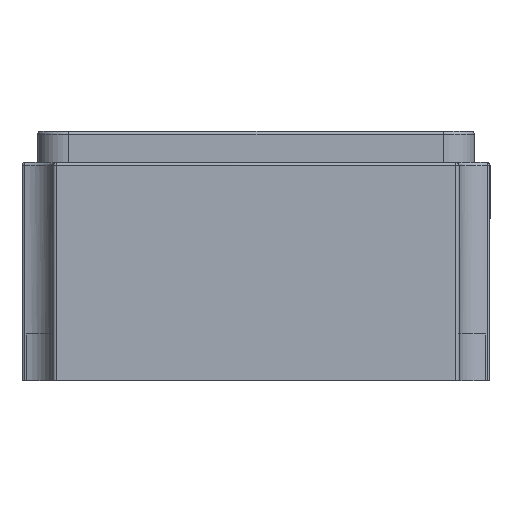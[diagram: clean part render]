
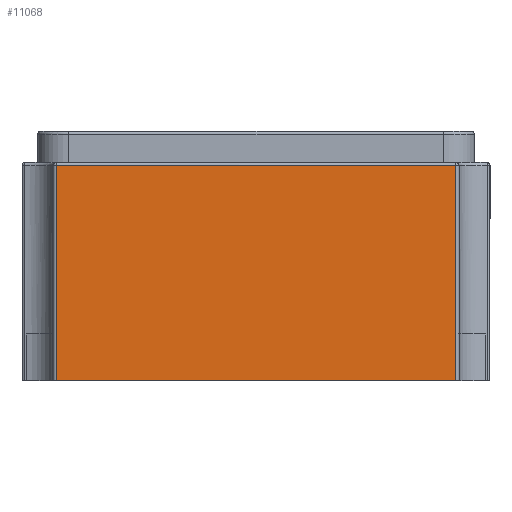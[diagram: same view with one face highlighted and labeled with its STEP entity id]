
A CAD part, left-side view. The second image highlights one B-rep face of the part: STEP entity #11068.
In plain terms, the highlighted planar face has unit normal (-1, 0, 0).
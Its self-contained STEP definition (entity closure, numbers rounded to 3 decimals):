
#190 = CARTESIAN_POINT ( 'NONE',  ( -1.6, -0.641, 0. ) ) ;
#381 = CARTESIAN_POINT ( 'NONE',  ( -1.6, 0., 0.69 ) ) ;
#889 = VERTEX_POINT ( 'NONE', #4075 ) ;
#1509 = LINE ( 'NONE', #190, #3120 ) ;
#1537 = EDGE_CURVE ( 'NONE', #11902, #889, #1897, .T. ) ;
#1897 = LINE ( 'NONE', #381, #2367 ) ;
#2155 = ORIENTED_EDGE ( 'NONE', *, *, #15372, .T. ) ;
#2367 = VECTOR ( 'NONE', #12946, 1000. ) ;
#2509 = VERTEX_POINT ( 'NONE', #5349 ) ;
#2831 = DIRECTION ( 'NONE',  ( 0., 0., -1. ) ) ;
#3120 = VECTOR ( 'NONE', #2831, 1000. ) ;
#3466 = VECTOR ( 'NONE', #7970, 1000. ) ;
#4075 = CARTESIAN_POINT ( 'NONE',  ( -1.6, -0.641, 0.69 ) ) ;
#4396 = VECTOR ( 'NONE', #16720, 1000. ) ;
#4753 = ORIENTED_EDGE ( 'NONE', *, *, #17152, .F. ) ;
#5347 = CARTESIAN_POINT ( 'NONE',  ( -1.6, 0., 0. ) ) ;
#5349 = CARTESIAN_POINT ( 'NONE',  ( -1.6, 0.641, 0. ) ) ;
#6274 = CARTESIAN_POINT ( 'NONE',  ( -1.6, 0., 0. ) ) ;
#6408 = CARTESIAN_POINT ( 'NONE',  ( -1.6, -0.641, 0. ) ) ;
#6958 = CARTESIAN_POINT ( 'NONE',  ( -1.6, 0.641, 0. ) ) ;
#7098 = EDGE_LOOP ( 'NONE', ( #10712, #2155, #4753, #18205 ) ) ;
#7422 = CARTESIAN_POINT ( 'NONE',  ( -1.6, 0.641, 0.69 ) ) ;
#7970 = DIRECTION ( 'NONE',  ( 0., -1., 0. ) ) ;
#8075 = DIRECTION ( 'NONE',  ( -1., 0., 0. ) ) ;
#8300 = LINE ( 'NONE', #6958, #4396 ) ;
#8600 = AXIS2_PLACEMENT_3D ( 'NONE', #5347, #8075, #15368 ) ;
#10712 = ORIENTED_EDGE ( 'NONE', *, *, #11534, .F. ) ;
#11068 = ADVANCED_FACE ( 'NONE', ( #11735 ), #16300, .T. ) ;
#11534 = EDGE_CURVE ( 'NONE', #2509, #11902, #8300, .T. ) ;
#11735 = FACE_OUTER_BOUND ( 'NONE', #7098, .T. ) ;
#11902 = VERTEX_POINT ( 'NONE', #7422 ) ;
#12946 = DIRECTION ( 'NONE',  ( 0., -1., 0. ) ) ;
#15050 = VERTEX_POINT ( 'NONE', #6408 ) ;
#15368 = DIRECTION ( 'NONE',  ( 0., -1., 0. ) ) ;
#15372 = EDGE_CURVE ( 'NONE', #2509, #15050, #16199, .T. ) ;
#16199 = LINE ( 'NONE', #6274, #3466 ) ;
#16300 = PLANE ( 'NONE',  #8600 ) ;
#16720 = DIRECTION ( 'NONE',  ( 0., 0., 1. ) ) ;
#17152 = EDGE_CURVE ( 'NONE', #889, #15050, #1509, .T. ) ;
#18205 = ORIENTED_EDGE ( 'NONE', *, *, #1537, .F. ) ;
